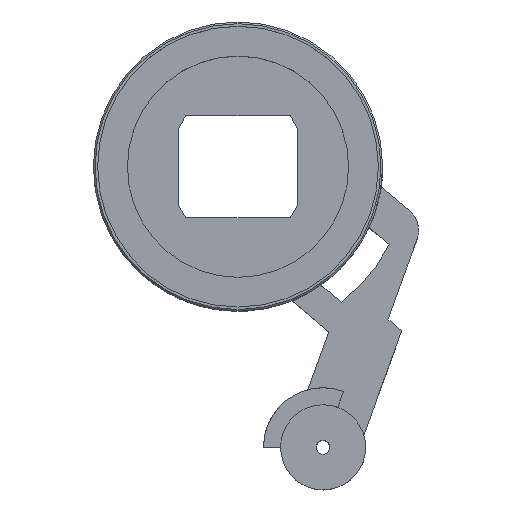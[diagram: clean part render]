
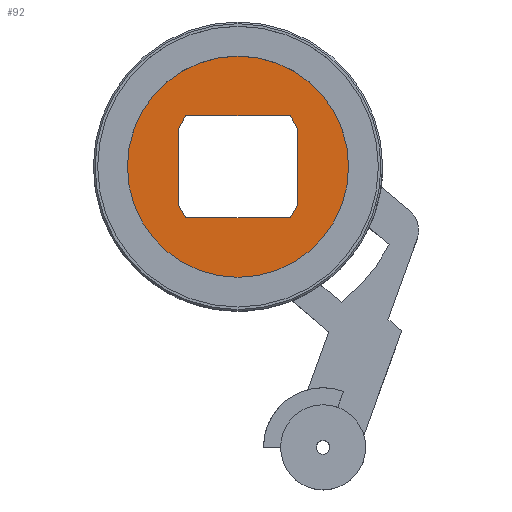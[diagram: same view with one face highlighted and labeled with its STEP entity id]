
A CAD part, top view. The second image highlights one B-rep face of the part: STEP entity #92.
In plain terms, the highlighted planar face has unit normal (0, 0, 1).
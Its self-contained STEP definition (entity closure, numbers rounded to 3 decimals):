
#1=CARTESIAN_POINT('POINT1',(1.5,16.5,0.));
#2=VERTEX_POINT('VERTEX1',#1);
#3=CARTESIAN_POINT('POINT2',(-11.5,16.5,0.));
#4=VERTEX_POINT('VERTEX2',#3);
#5=CARTESIAN_POINT('POS1',(-5.,16.5,0.));
#6=DIRECTION('DIR1',(0.,0.,1.));
#7=DIRECTION('DIR2',(-1.,0.,0.));
#8=AXIS2_PLACEMENT_3D('AXIS1',#5,#6,#7);
#9=CIRCLE('ELLIPSE1',#8,6.5);
#10=EDGE_CURVE('EDGE1',#2,#4,#9,.F.);
#11=ORIENTED_EDGE('COEDGE1',*,*,#10,.F.);
#12=CARTESIAN_POINT('POS2',(-5.,16.5,0.));
#13=DIRECTION('DIR3',(0.,0.,1.));
#14=DIRECTION('DIR4',(-1.,0.,0.));
#15=AXIS2_PLACEMENT_3D('AXIS2',#12,#13,#14);
#16=CIRCLE('ELLIPSE2',#15,6.5);
#17=EDGE_CURVE('EDGE2',#4,#2,#16,.F.);
#18=ORIENTED_EDGE('COEDGE2',*,*,#17,.F.);
#19=EDGE_LOOP('NONE',(#11,#18));
#20=FACE_BOUND('LOOP1',#19,.T.);
#21=CARTESIAN_POINT('POINT3',(-1.5,18.75,0.));
#22=VERTEX_POINT('VERTEX3',#21);
#23=CARTESIAN_POINT('POINT4',(-1.933,19.5,0.)
   );
#24=VERTEX_POINT('VERTEX4',#23);
#25=CARTESIAN_POINT('POS3',(2.747,11.394,
   0.));
#26=DIRECTION('DIR5',(0.5,-0.866,0.));
#27=VECTOR('VEC1',#26,1.);
#28=LINE('STRAIGHT1',#25,#27);
#29=EDGE_CURVE('EDGE3',#22,#24,#28,.F.);
#30=ORIENTED_EDGE('COEDGE3',*,*,#29,.F.);
#31=CARTESIAN_POINT('POINT5',(-1.5,14.25,0.));
#32=VERTEX_POINT('VERTEX5',#31);
#33=CARTESIAN_POINT('POS4',(-1.5,7.125,0.));
#34=DIRECTION('DIR6',(0.,-1.,0.));
#35=VECTOR('VEC2',#34,1.);
#36=LINE('STRAIGHT2',#33,#35);
#37=EDGE_CURVE('EDGE4',#32,#22,#36,.F.);
#38=ORIENTED_EDGE('COEDGE4',*,*,#37,.F.);
#39=CARTESIAN_POINT('POINT6',(-1.933,13.5,0.)
   );
#40=VERTEX_POINT('VERTEX6',#39);
#41=CARTESIAN_POINT('POS5',(-4.614,8.856
   ,0.));
#42=DIRECTION('DIR7',(-0.5,-0.866,0.));
#43=VECTOR('VEC3',#42,1.);
#44=LINE('STRAIGHT3',#41,#43);
#45=EDGE_CURVE('EDGE5',#40,#32,#44,.F.);
#46=ORIENTED_EDGE('COEDGE5',*,*,#45,.F.);
#47=CARTESIAN_POINT('POINT7',(-8.067,13.5,0.)
   );
#48=VERTEX_POINT('VERTEX7',#47);
#49=CARTESIAN_POINT('POS6',(-4.033,13.5,0.));
#50=DIRECTION('DIR8',(-1.,0.,0.));
#51=VECTOR('VEC4',#50,1.);
#52=LINE('STRAIGHT4',#49,#51);
#53=EDGE_CURVE('EDGE6',#48,#40,#52,.F.);
#54=ORIENTED_EDGE('COEDGE6',*,*,#53,.F.);
#55=CARTESIAN_POINT('POINT8',(-8.5,14.25,0.));
#56=VERTEX_POINT('VERTEX8',#55);
#57=CARTESIAN_POINT('POS7',(-4.352,7.066
   ,0.));
#58=DIRECTION('DIR9',(-0.5,0.866,0.));
#59=VECTOR('VEC5',#58,1.);
#60=LINE('STRAIGHT5',#57,#59);
#61=EDGE_CURVE('EDGE7',#56,#48,#60,.F.);
#62=ORIENTED_EDGE('COEDGE7',*,*,#61,.F.);
#63=CARTESIAN_POINT('POINT9',(-8.5,18.75,0.));
#64=VERTEX_POINT('VERTEX9',#63);
#65=CARTESIAN_POINT('POS8',(-8.5,9.375,0.));
#66=DIRECTION('DIR10',(0.,1.,0.));
#67=VECTOR('VEC6',#66,1.);
#68=LINE('STRAIGHT6',#65,#67);
#69=EDGE_CURVE('EDGE8',#64,#56,#68,.F.);
#70=ORIENTED_EDGE('COEDGE8',*,*,#69,.F.);
#71=CARTESIAN_POINT('POINT10',(-8.067,19.5,0.
   ));
#72=VERTEX_POINT('VERTEX10',#71);
#73=CARTESIAN_POINT('POS9',(-11.28,13.934
   ,0.));
#74=DIRECTION('DIR11',(0.5,0.866,0.));
#75=VECTOR('VEC7',#74,1.);
#76=LINE('STRAIGHT7',#73,#75);
#77=EDGE_CURVE('EDGE9',#72,#64,#76,.F.);
#78=ORIENTED_EDGE('COEDGE9',*,*,#77,.F.);
#79=CARTESIAN_POINT('POS10',(-0.967,19.5,0.))
   ;
#80=DIRECTION('DIR12',(1.,0.,0.));
#81=VECTOR('VEC8',#80,1.);
#82=LINE('STRAIGHT8',#79,#81);
#83=EDGE_CURVE('EDGE10',#24,#72,#82,.F.);
#84=ORIENTED_EDGE('COEDGE10',*,*,#83,.F.);
#85=EDGE_LOOP('NONE',(#30,#38,#46,#54,#62,#70,#78,#84));
#86=FACE_BOUND('LOOP1',#85,.T.);
#87=CARTESIAN_POINT('POS11',(0.,0.,0.));
#88=DIRECTION('DIR13',(0.,0.,-1.));
#89=DIRECTION('DIR14',(1.,0.,0.));
#90=AXIS2_PLACEMENT_3D('AXIS3',#87,#88,#89);
#91=PLANE('PLANE1',#90);
#92=ADVANCED_FACE('FACE1',(#20,#86),#91,.F.);
